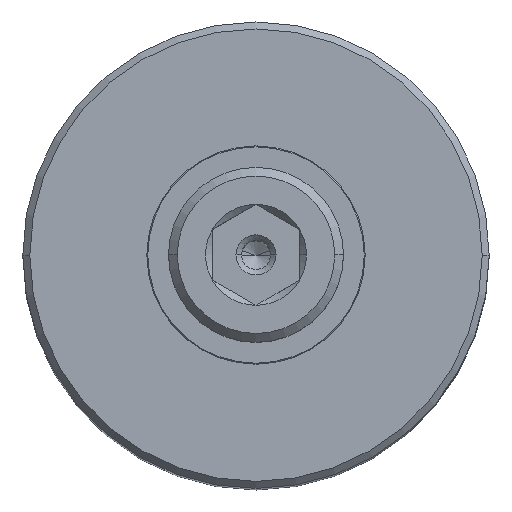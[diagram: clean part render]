
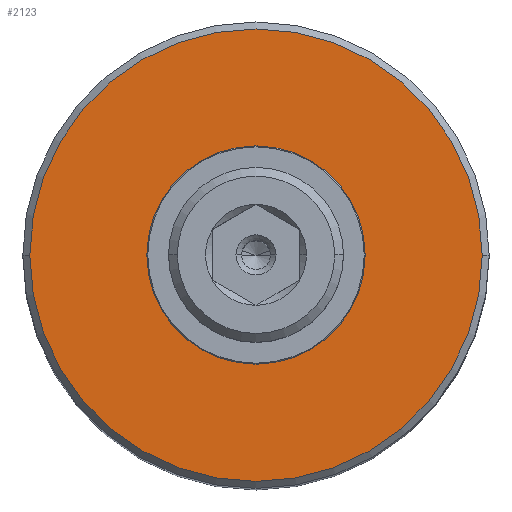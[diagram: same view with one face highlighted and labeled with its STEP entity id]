
A CAD part, top view. The second image highlights one B-rep face of the part: STEP entity #2123.
In plain terms, the highlighted planar face has unit normal (0, 0, 1).
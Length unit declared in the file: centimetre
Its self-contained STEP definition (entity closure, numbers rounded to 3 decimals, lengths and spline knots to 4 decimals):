
#32 = CIRCLE ( 'NONE', #2460, 1.2319 ) ;
#63 = FACE_OUTER_BOUND ( 'NONE', #1111, .T. ) ;
#65 = FACE_BOUND ( 'NONE', #1168, .T. ) ;
#562 = CARTESIAN_POINT ( 'NONE',  ( 0., 0., 5.08 ) ) ;
#563 = DIRECTION ( 'NONE',  ( 0., 0., -1. ) ) ;
#564 = DIRECTION ( 'NONE',  ( -1., 0., 0. ) ) ;
#995 = CARTESIAN_POINT ( 'NONE',  ( 0., 0., 5.08 ) ) ;
#996 = DIRECTION ( 'NONE',  ( 0., 0., -1. ) ) ;
#997 = DIRECTION ( 'NONE',  ( 1., 0., 0. ) ) ;
#1047 = ORIENTED_EDGE ( 'NONE', *, *, #1423, .T. ) ;
#1105 = ORIENTED_EDGE ( 'NONE', *, *, #1448, .F. ) ;
#1111 = EDGE_LOOP ( 'NONE', ( #1105, #1258 ) ) ;
#1140 = VERTEX_POINT ( 'NONE', #2359 ) ;
#1168 = EDGE_LOOP ( 'NONE', ( #1047, #1288 ) ) ;
#1172 = VERTEX_POINT ( 'NONE', #2367 ) ;
#1203 = VERTEX_POINT ( 'NONE', #2381 ) ;
#1227 = VERTEX_POINT ( 'NONE', #2401 ) ;
#1258 = ORIENTED_EDGE ( 'NONE', *, *, #1509, .F. ) ;
#1288 = ORIENTED_EDGE ( 'NONE', *, *, #1400, .T. ) ;
#1400 = EDGE_CURVE ( 'NONE', #1203, #1227, #1972, .T. ) ;
#1423 = EDGE_CURVE ( 'NONE', #1227, #1203, #2002, .T. ) ;
#1448 = EDGE_CURVE ( 'NONE', #1140, #1172, #2037, .T. ) ;
#1509 = EDGE_CURVE ( 'NONE', #1172, #1140, #32, .T. ) ;
#1546 = CARTESIAN_POINT ( 'NONE',  ( 0., 0., 5.08 ) ) ;
#1547 = DIRECTION ( 'NONE',  ( 0., 0., -1. ) ) ;
#1548 = DIRECTION ( 'NONE',  ( 1., 0., 0. ) ) ;
#1615 = CARTESIAN_POINT ( 'NONE',  ( 0., 0., 5.08 ) ) ;
#1616 = DIRECTION ( 'NONE',  ( 0., 0., -1. ) ) ;
#1617 = DIRECTION ( 'NONE',  ( -1., 0., 0. ) ) ;
#1972 = CIRCLE ( 'NONE', #2961, 0.3556 ) ;
#2002 = CIRCLE ( 'NONE', #2946, 0.3556 ) ;
#2037 = CIRCLE ( 'NONE', #2936, 1.2319 ) ;
#2123 = ADVANCED_FACE ( 'NONE', ( #63, #65 ), #2606, .T. ) ;
#2359 = CARTESIAN_POINT ( 'NONE',  ( -1.2319, 0., 5.08 ) ) ;
#2367 = CARTESIAN_POINT ( 'NONE',  ( 1.2319, 0., 5.08 ) ) ;
#2381 = CARTESIAN_POINT ( 'NONE',  ( -0.3556, 0., 5.08 ) ) ;
#2401 = CARTESIAN_POINT ( 'NONE',  ( 0.3556, 0., 5.08 ) ) ;
#2460 = AXIS2_PLACEMENT_3D ( 'NONE', #562, #563, #564 ) ;
#2476 = AXIS2_PLACEMENT_3D ( 'NONE', #2602, #2608, #2609 ) ;
#2602 = CARTESIAN_POINT ( 'NONE',  ( 0., 0., 5.08 ) ) ;
#2606 = PLANE ( 'NONE',  #2476 ) ;
#2608 = DIRECTION ( 'NONE',  ( 0., 0., 1. ) ) ;
#2609 = DIRECTION ( 'NONE',  ( 1., 0., 0. ) ) ;
#2936 = AXIS2_PLACEMENT_3D ( 'NONE', #1615, #1616, #1617 ) ;
#2946 = AXIS2_PLACEMENT_3D ( 'NONE', #1546, #1547, #1548 ) ;
#2961 = AXIS2_PLACEMENT_3D ( 'NONE', #995, #996, #997 ) ;
